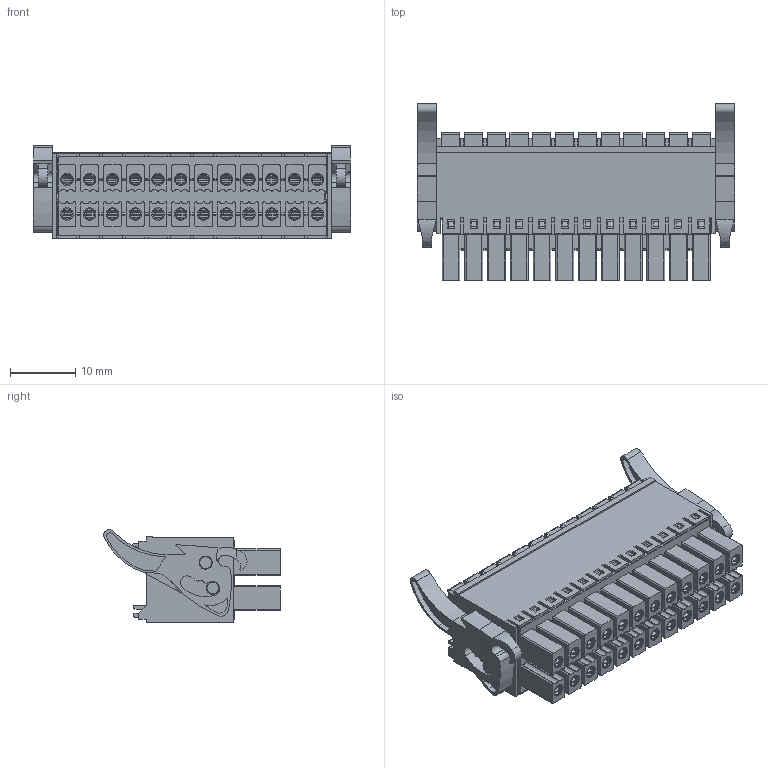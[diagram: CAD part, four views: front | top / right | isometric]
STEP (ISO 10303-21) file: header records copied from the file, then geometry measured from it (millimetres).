
FILE_DESCRIPTION(/* description */ ('Unknown'),/* implementation_level */ '2;1');
FILE_NAME(/* name */ '69137918024',/* time_stamp */ '2024-12-02T14:54:56+01:00',/* author */ ('Unknown'),/* organization */ ('Unknown'),/* preprocessor_version */ 'ST-DEVELOPER v19.4',/* originating_system */ 'Solid Edge',/* authorisation */ 'Unknown');
FILE_SCHEMA (('FEATURE_BASED_PROCESS_PLANNING','AUTOMOTIVE_DESIGN {1 0 10303 214 3 1 1}'));
Products named in the file (8): 6913791800xx; 691379180024; 691379180024-2; 6913791800xx_Contact; 6913791000xx_Contact part 1; 6913791000xx_Contact part 2; 6913791800xx_Terminal Lever; 6913791800xx_Operating Lever
Assembly tree (54 placements, depth 3):
  6913791800xx
    691379180024
    691379180024-2
    6913791800xx_Contact  x24
      6913791000xx_Contact part 1
      6913791000xx_Contact part 2
    6913791800xx_Terminal Lever  x24
    6913791800xx_Operating Lever  x2
Bounding box: 48.8 x 27.15 x 14.28 mm (x, y, z)
Volume: 6189.6 mm3; surface area: 22965.6 mm2
Topology: 76 solids, 76 shells, 5836 faces, 16537 edges, 10875 vertices
Faces by surface type: plane 4062, cylinder 1646, bspline 120, cone 8
Full cylindrical faces by diameter (mm): 1.6 x24, 1.8 x2, 1.9 x24, 2 x8, 3 x24
Entity records: 75844 total; most frequent: CARTESIAN_POINT 13715, ORIENTED_EDGE 11980, DIRECTION 10962, EDGE_CURVE 5990, LINE 5144, VECTOR 5144, VERTEX_POINT 3974, AXIS2_PLACEMENT_3D 2909
